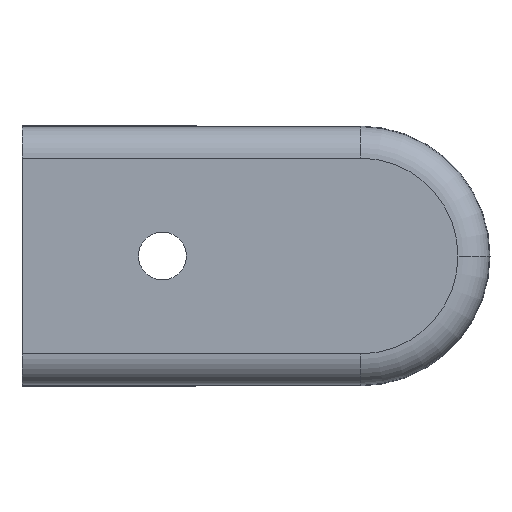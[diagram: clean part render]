
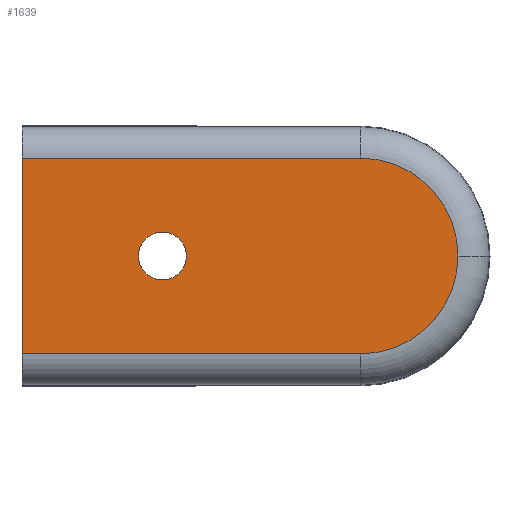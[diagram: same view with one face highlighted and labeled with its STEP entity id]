
A CAD part, front view. The second image highlights one B-rep face of the part: STEP entity #1639.
In plain terms, the highlighted face is planar.
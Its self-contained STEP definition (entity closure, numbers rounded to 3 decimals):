
#28 = ORIENTED_EDGE ( 'NONE', *, *, #3691, .T. ) ;
#203 = LINE ( 'NONE', #3667, #3732 ) ;
#309 = EDGE_CURVE ( 'NONE', #7585, #3989, #1868, .T. ) ;
#591 = EDGE_LOOP ( 'NONE', ( #2616, #2850 ) ) ;
#599 = EDGE_CURVE ( 'NONE', #6796, #2629, #1955, .T. ) ;
#789 = EDGE_CURVE ( 'NONE', #2629, #6796, #2663, .T. ) ;
#835 = EDGE_CURVE ( 'NONE', #2203, #5012, #203, .T. ) ;
#839 = DIRECTION ( 'NONE',  ( 0., 0., 1. ) ) ;
#933 = DIRECTION ( 'NONE',  ( 1., 0., 0. ) ) ;
#949 = CARTESIAN_POINT ( 'NONE',  ( 0., -9.411, 5.5 ) ) ;
#1348 = AXIS2_PLACEMENT_3D ( 'NONE', #7642, #7720, #6613 ) ;
#1469 = CARTESIAN_POINT ( 'NONE',  ( 13.5, 0., 5.5 ) ) ;
#1639 = ADVANCED_FACE ( 'NONE', ( #6717, #3193 ), #1945, .T. ) ;
#1641 = DIRECTION ( 'NONE',  ( 0., 0., 1. ) ) ;
#1721 = CARTESIAN_POINT ( 'NONE',  ( 32.5, -9.411, 5.5 ) ) ;
#1866 = CARTESIAN_POINT ( 'NONE',  ( 32.5, 0., 5.5 ) ) ;
#1868 = CIRCLE ( 'NONE', #5869, 9.411 ) ;
#1945 = PLANE ( 'NONE',  #3314 ) ;
#1955 = CIRCLE ( 'NONE', #4192, 2.3 ) ;
#2203 = VERTEX_POINT ( 'NONE', #6703 ) ;
#2359 = DIRECTION ( 'NONE',  ( 0., 0., 1. ) ) ;
#2377 = DIRECTION ( 'NONE',  ( 1., 0., 0. ) ) ;
#2616 = ORIENTED_EDGE ( 'NONE', *, *, #599, .F. ) ;
#2629 = VERTEX_POINT ( 'NONE', #8483 ) ;
#2663 = CIRCLE ( 'NONE', #1348, 2.3 ) ;
#2723 = AXIS2_PLACEMENT_3D ( 'NONE', #7419, #3408, #8069 ) ;
#2844 = EDGE_CURVE ( 'NONE', #5012, #6429, #5006, .T. ) ;
#2850 = ORIENTED_EDGE ( 'NONE', *, *, #789, .F. ) ;
#2960 = CARTESIAN_POINT ( 'NONE',  ( 41.911, 0., 5.5 ) ) ;
#3193 = FACE_OUTER_BOUND ( 'NONE', #5427, .T. ) ;
#3314 = AXIS2_PLACEMENT_3D ( 'NONE', #1866, #2359, #2377 ) ;
#3408 = DIRECTION ( 'NONE',  ( 0., 0., 1. ) ) ;
#3576 = ORIENTED_EDGE ( 'NONE', *, *, #309, .T. ) ;
#3667 = CARTESIAN_POINT ( 'NONE',  ( 0., -12.5, 5.5 ) ) ;
#3691 = EDGE_CURVE ( 'NONE', #6429, #7585, #4045, .T. ) ;
#3732 = VECTOR ( 'NONE', #6594, 1000. ) ;
#3878 = CARTESIAN_POINT ( 'NONE',  ( 15.8, 0., 5.5 ) ) ;
#3968 = LINE ( 'NONE', #6054, #7107 ) ;
#3989 = VERTEX_POINT ( 'NONE', #6185 ) ;
#4045 = CIRCLE ( 'NONE', #2723, 9.411 ) ;
#4192 = AXIS2_PLACEMENT_3D ( 'NONE', #1469, #839, #933 ) ;
#4720 = DIRECTION ( 'NONE',  ( -1., 0., 0. ) ) ;
#4840 = ORIENTED_EDGE ( 'NONE', *, *, #2844, .T. ) ;
#5006 = LINE ( 'NONE', #1721, #6546 ) ;
#5012 = VERTEX_POINT ( 'NONE', #949 ) ;
#5311 = ORIENTED_EDGE ( 'NONE', *, *, #5701, .T. ) ;
#5427 = EDGE_LOOP ( 'NONE', ( #28, #3576, #5311, #7533, #4840 ) ) ;
#5701 = EDGE_CURVE ( 'NONE', #3989, #2203, #3968, .T. ) ;
#5869 = AXIS2_PLACEMENT_3D ( 'NONE', #6291, #1641, #6948 ) ;
#6054 = CARTESIAN_POINT ( 'NONE',  ( 0., 9.411, 5.5 ) ) ;
#6062 = DIRECTION ( 'NONE',  ( 1., 0., 0. ) ) ;
#6185 = CARTESIAN_POINT ( 'NONE',  ( 32.5, 9.411, 5.5 ) ) ;
#6291 = CARTESIAN_POINT ( 'NONE',  ( 32.5, 0., 5.5 ) ) ;
#6429 = VERTEX_POINT ( 'NONE', #8269 ) ;
#6546 = VECTOR ( 'NONE', #6062, 1000. ) ;
#6594 = DIRECTION ( 'NONE',  ( 0., -1., 0. ) ) ;
#6613 = DIRECTION ( 'NONE',  ( 1., 0., 0. ) ) ;
#6703 = CARTESIAN_POINT ( 'NONE',  ( 0., 9.411, 5.5 ) ) ;
#6717 = FACE_BOUND ( 'NONE', #591, .T. ) ;
#6796 = VERTEX_POINT ( 'NONE', #3878 ) ;
#6948 = DIRECTION ( 'NONE',  ( 1., 0., 0. ) ) ;
#7107 = VECTOR ( 'NONE', #4720, 1000. ) ;
#7419 = CARTESIAN_POINT ( 'NONE',  ( 32.5, 0., 5.5 ) ) ;
#7533 = ORIENTED_EDGE ( 'NONE', *, *, #835, .T. ) ;
#7585 = VERTEX_POINT ( 'NONE', #2960 ) ;
#7642 = CARTESIAN_POINT ( 'NONE',  ( 13.5, 0., 5.5 ) ) ;
#7720 = DIRECTION ( 'NONE',  ( 0., 0., 1. ) ) ;
#8069 = DIRECTION ( 'NONE',  ( 1., 0., 0. ) ) ;
#8269 = CARTESIAN_POINT ( 'NONE',  ( 32.5, -9.411, 5.5 ) ) ;
#8483 = CARTESIAN_POINT ( 'NONE',  ( 11.2, 0., 5.5 ) ) ;
